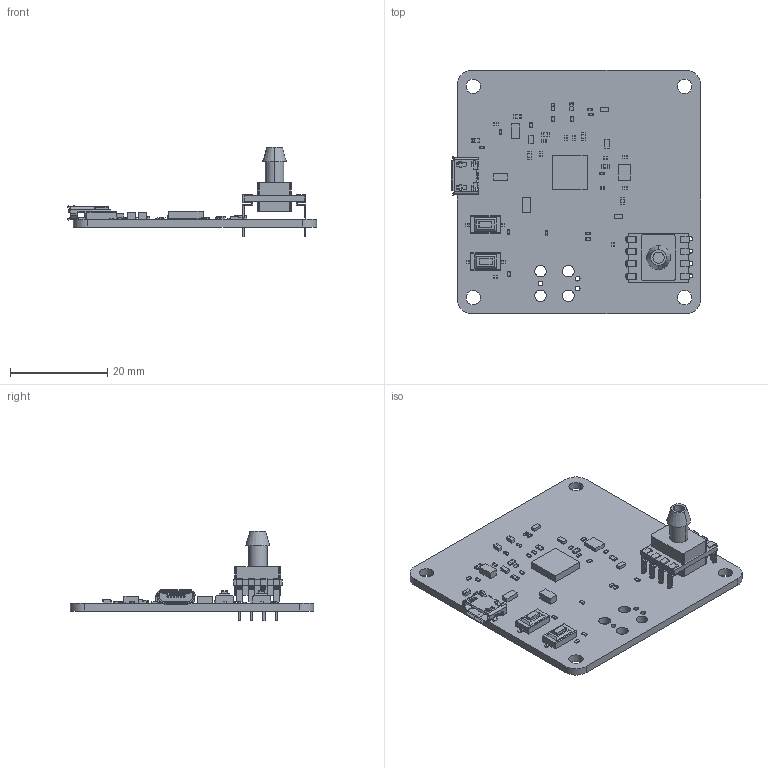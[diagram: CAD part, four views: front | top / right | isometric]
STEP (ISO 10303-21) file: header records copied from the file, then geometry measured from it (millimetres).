
FILE_DESCRIPTION(('Open CASCADE Model'),'2;1');
FILE_NAME('Open CASCADE Shape Model','2017-05-04T16:37:27',('Author'),( 'Open CASCADE'),'Open CASCADE STEP processor 6.8','Open CASCADE 6.8' ,'Unknown');
FILE_SCHEMA(('AUTOMOTIVE_DESIGN { 1 0 10303 214 1 1 1 1 }'));
Length unit declared in the file: millimetre
Products named in the file (93): PCB; Board; Y1; 1004301464; Extruded; X2; SSCDANT; User_Library-SSCDANT_Open_CASCADE_STEP_translator_6.2_2.1; User_Library-SSCDANT_Cono; User_Library-SSCDANT_674047976; User_Library-SSCDANT_Extruded; User_Library-SSCDANT_674047016; User_Library-SSCDANT_Extruded_2; User_Library-SSCDANT_674046896; User_Library-SSCDANT_Extruded_3; User_Library-SSCDANT_674569264; User_Library-SSCDANT_Extruded_4; User_Library-SSCDANT_674569392; User_Library-SSCDANT_Extruded_5; User_Library-SSCDANT_599942656; User_Library-SSCDANT_Cylinder; U3; 1004290720; U1; 1004291128; S2; Tactile_SMD_3x6x2.5mm; S1; R13; RES0402; R12; R11; R10; R9; R8; R7; R6; R5; R4; R3 ...
Assembly tree (140 placements, depth 6):
  PCB
    Board
    Y1
      1004301464
        Extruded
    X2
      SSCDANT
        User_Library-SSCDANT_Open_CASCADE_STEP_translator_6.2_2.1
          User_Library-SSCDANT_Cono
          User_Library-SSCDANT_674047976  x8
            User_Library-SSCDANT_Extruded
          User_Library-SSCDANT_674047016  x4
            User_Library-SSCDANT_Extruded_2
          User_Library-SSCDANT_674046896  x4
            User_Library-SSCDANT_Extruded_3
          User_Library-SSCDANT_674569264
            User_Library-SSCDANT_Extruded_4
          User_Library-SSCDANT_674569392
            User_Library-SSCDANT_Extruded_5
          User_Library-SSCDANT_599942656
            User_Library-SSCDANT_Cylinder
    U3
      1004290720
        Extruded
    U1
      1004291128
        Extruded
    S2
      Tactile_SMD_3x6x2.5mm
    S1
      Tactile_SMD_3x6x2.5mm
    R13
      RES0402
    R12
      RES0402
    R11
      RES0402
    R10
      RES0402
    R9
      RES0402
    R8
      RES0402
    R7
      RES0402
    R6
      RES0402
    R5
      RES0402
    R4
      RES0402
    R3
      RES0402
    R2
      RES0402
    R1
      RES0402
    L4
      1004302416
        Extruded
Bounding box: 51.22 x 50 x 18.45 mm (x, y, z)
Volume: 4753.1 mm3; surface area: 7268.8 mm2
Topology: 90 solids, 1166 shells, 2631 faces, 8895 edges, 7342 vertices
Faces by surface type: bspline 1472, plane 1090, cylinder 51, sphere 12, torus 4, cone 2
Full cylindrical faces by diameter (mm): 0.813 x8, 1 x3, 2.4 x4, 2.972 x4
Entity records: 67755 total; most frequent: CARTESIAN_POINT 23949, DIRECTION 6435, ORIENTED_EDGE 5890, EDGE_CURVE 5031, VERTEX_POINT 4722, LINE 3511, VECTOR 3511, AXIS2_PLACEMENT_3D 1462
